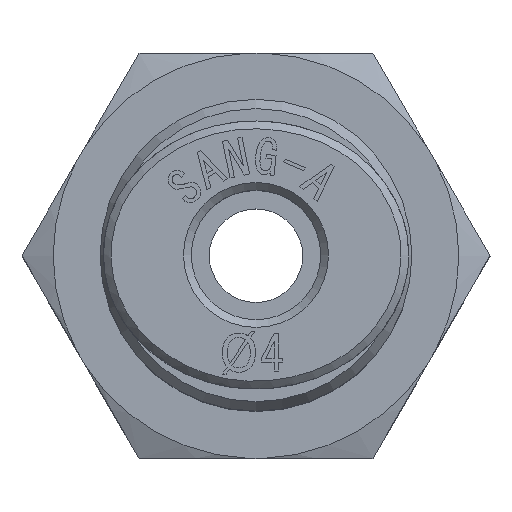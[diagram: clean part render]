
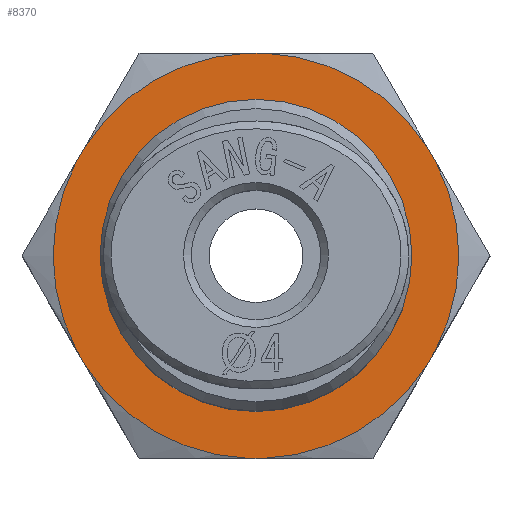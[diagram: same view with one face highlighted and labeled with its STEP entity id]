
A CAD part, top view. The second image highlights one B-rep face of the part: STEP entity #8370.
In plain terms, the highlighted face is planar.
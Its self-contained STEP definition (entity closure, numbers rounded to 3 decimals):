
#5148=CARTESIAN_POINT('',(-6.5,11.0,0.269));
#5149=VERTEX_POINT('',#5148);
#5163=CARTESIAN_POINT('',(-6.5,11.0,-0.269));
#5164=VERTEX_POINT('',#5163);
#5165=CARTESIAN_POINT('',(-6.5,11.0,-0.269));
#5166=DIRECTION('',(0.0,0.0,1.0));
#5167=VECTOR('',#5166,0.537);
#5168=LINE('',#5165,#5167);
#5169=EDGE_CURVE('',#5164,#5149,#5168,.T.);
#7643=CARTESIAN_POINT('',(6.5,11.0,-0.269));
#7644=VERTEX_POINT('',#7643);
#7658=CARTESIAN_POINT('',(6.5,11.0,0.269));
#7659=VERTEX_POINT('',#7658);
#7660=CARTESIAN_POINT('',(6.5,11.0,0.269));
#7661=DIRECTION('',(0.0,0.0,-1.0));
#7662=VECTOR('',#7661,0.537);
#7663=LINE('',#7660,#7662);
#7664=EDGE_CURVE('',#7659,#7644,#7663,.T.);
#8005=CARTESIAN_POINT('',(3.017,11.0,-5.764));
#8006=VERTEX_POINT('',#8005);
#8020=CARTESIAN_POINT('',(3.483,11.0,-5.495));
#8021=VERTEX_POINT('',#8020);
#8022=CARTESIAN_POINT('',(3.483,11.0,-5.495));
#8023=DIRECTION('',(-0.866,0.0,-0.5));
#8024=VECTOR('',#8023,0.537);
#8025=LINE('',#8022,#8024);
#8026=EDGE_CURVE('',#8021,#8006,#8025,.T.);
#8059=CARTESIAN_POINT('',(-3.483,11.0,-5.495));
#8060=VERTEX_POINT('',#8059);
#8074=CARTESIAN_POINT('',(-3.017,11.0,-5.764));
#8075=VERTEX_POINT('',#8074);
#8076=CARTESIAN_POINT('',(-3.017,11.0,-5.764));
#8077=DIRECTION('',(-0.866,0.0,0.5));
#8078=VECTOR('',#8077,0.537);
#8079=LINE('',#8076,#8078);
#8080=EDGE_CURVE('',#8075,#8060,#8079,.T.);
#8154=CARTESIAN_POINT('',(3.017,11.0,5.764));
#8155=VERTEX_POINT('',#8154);
#8171=CARTESIAN_POINT('',(-3.017,11.0,5.764));
#8172=VERTEX_POINT('',#8171);
#8173=CARTESIAN_POINT('',(0.0,11.0,0.0));
#8174=DIRECTION('',(0.0,1.0,0.0));
#8175=DIRECTION('',(0.0,0.0,1.0));
#8176=AXIS2_PLACEMENT_3D('',#8173,#8174,#8175);
#8177=CIRCLE('',#8176,6.506);
#8178=EDGE_CURVE('',#8172,#8155,#8177,.T.);
#8201=CARTESIAN_POINT('',(-3.483,11.0,5.495));
#8202=VERTEX_POINT('',#8201);
#8216=CARTESIAN_POINT('',(0.0,11.0,0.0));
#8217=DIRECTION('',(0.0,1.0,0.0));
#8218=DIRECTION('',(0.0,0.0,1.0));
#8219=AXIS2_PLACEMENT_3D('',#8216,#8217,#8218);
#8220=CIRCLE('',#8219,6.506);
#8221=EDGE_CURVE('',#5149,#8202,#8220,.T.);
#8233=CARTESIAN_POINT('',(0.0,11.0,0.0));
#8234=DIRECTION('',(0.0,1.0,0.0));
#8235=DIRECTION('',(0.0,0.0,1.0));
#8236=AXIS2_PLACEMENT_3D('',#8233,#8234,#8235);
#8237=CIRCLE('',#8236,6.506);
#8238=EDGE_CURVE('',#8060,#5164,#8237,.T.);
#8250=CARTESIAN_POINT('',(0.0,11.0,0.0));
#8251=DIRECTION('',(0.0,1.0,0.0));
#8252=DIRECTION('',(0.0,0.0,1.0));
#8253=AXIS2_PLACEMENT_3D('',#8250,#8251,#8252);
#8254=CIRCLE('',#8253,6.506);
#8255=EDGE_CURVE('',#8006,#8075,#8254,.T.);
#8267=CARTESIAN_POINT('',(0.0,11.0,0.0));
#8268=DIRECTION('',(0.0,1.0,0.0));
#8269=DIRECTION('',(0.0,0.0,1.0));
#8270=AXIS2_PLACEMENT_3D('',#8267,#8268,#8269);
#8271=CIRCLE('',#8270,6.506);
#8272=EDGE_CURVE('',#7644,#8021,#8271,.T.);
#8283=CARTESIAN_POINT('',(3.483,11.0,5.495));
#8284=VERTEX_POINT('',#8283);
#8299=CARTESIAN_POINT('',(0.0,11.0,0.0));
#8300=DIRECTION('',(0.0,1.0,0.0));
#8301=DIRECTION('',(0.0,0.0,1.0));
#8302=AXIS2_PLACEMENT_3D('',#8299,#8300,#8301);
#8303=CIRCLE('',#8302,6.506);
#8304=EDGE_CURVE('',#8284,#7659,#8303,.T.);
#8317=CARTESIAN_POINT('',(3.017,11.0,5.764));
#8318=DIRECTION('',(0.866,0.0,-0.5));
#8319=VECTOR('',#8318,0.537);
#8320=LINE('',#8317,#8319);
#8321=EDGE_CURVE('',#8155,#8284,#8320,.T.);
#8335=CARTESIAN_POINT('',(0.,11.0,0.));
#8336=DIRECTION('',(0.0,-1.0,0.0));
#8337=DIRECTION('',(0.0,0.0,-1.0));
#8338=AXIS2_PLACEMENT_3D('',#8335,#8336,#8337);
#8339=PLANE('',#8338);
#8340=ORIENTED_EDGE('',*,*,#8304,.T.);
#8341=ORIENTED_EDGE('',*,*,#7664,.T.);
#8342=ORIENTED_EDGE('',*,*,#8272,.T.);
#8343=ORIENTED_EDGE('',*,*,#8026,.T.);
#8344=ORIENTED_EDGE('',*,*,#8255,.T.);
#8345=ORIENTED_EDGE('',*,*,#8080,.T.);
#8346=ORIENTED_EDGE('',*,*,#8238,.T.);
#8347=ORIENTED_EDGE('',*,*,#5169,.T.);
#8348=ORIENTED_EDGE('',*,*,#8221,.T.);
#8349=CARTESIAN_POINT('',(-3.483,11.0,5.495));
#8350=DIRECTION('',(0.866,0.0,0.5));
#8351=VECTOR('',#8350,0.537);
#8352=LINE('',#8349,#8351);
#8353=EDGE_CURVE('',#8202,#8172,#8352,.T.);
#8354=ORIENTED_EDGE('',*,*,#8353,.T.);
#8355=ORIENTED_EDGE('',*,*,#8178,.T.);
#8356=ORIENTED_EDGE('',*,*,#8321,.T.);
#8357=EDGE_LOOP('',(#8340,#8341,#8342,#8343,#8344,#8345,#8346,#8347,#8348,#8354,#8355,#8356));
#8358=FACE_OUTER_BOUND('',#8357,.T.);
#8359=CARTESIAN_POINT('',(-5.,11.0,0.0));
#8360=VERTEX_POINT('',#8359);
#8361=CARTESIAN_POINT('',(0.,11.0,0.0));
#8362=DIRECTION('',(0.0,1.0,0.0));
#8363=DIRECTION('',(-1.0,0.0,0.0));
#8364=AXIS2_PLACEMENT_3D('',#8361,#8362,#8363);
#8365=CIRCLE('',#8364,5.);
#8366=EDGE_CURVE('',#8360,#8360,#8365,.T.);
#8367=ORIENTED_EDGE('',*,*,#8366,.F.);
#8368=EDGE_LOOP('',(#8367));
#8369=FACE_BOUND('',#8368,.T.);
#8370=ADVANCED_FACE('',(#8358,#8369),#8339,.F.);
